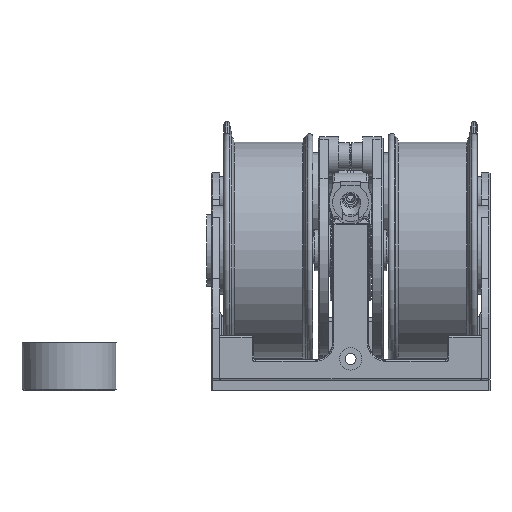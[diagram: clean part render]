
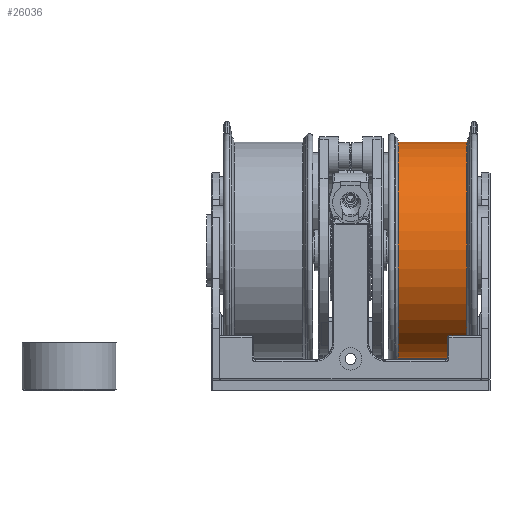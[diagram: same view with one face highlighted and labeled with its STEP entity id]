
A CAD part, front view. The second image highlights one B-rep face of the part: STEP entity #26036.
In plain terms, the highlighted cylindrical face has radius 31.625 mm (diameter 63.25 mm), a full revolution.
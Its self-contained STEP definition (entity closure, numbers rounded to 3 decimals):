
#1889=LINE('',#42758,#3934);
#3934=VECTOR('',#31699,31.625);
#5609=CYLINDRICAL_SURFACE('',#28030,31.625);
#6388=FACE_OUTER_BOUND('',#8028,.T.);
#8028=EDGE_LOOP('',(#18634,#18635,#18636,#18637));
#9628=CIRCLE('',#28028,31.625);
#9630=CIRCLE('',#28031,31.625);
#11162=VERTEX_POINT('',#42752);
#11163=VERTEX_POINT('',#42756);
#13893=EDGE_CURVE('',#11162,#11162,#9628,.T.);
#13895=EDGE_CURVE('',#11163,#11163,#9630,.T.);
#13896=EDGE_CURVE('',#11163,#11162,#1889,.T.);
#18634=ORIENTED_EDGE('',*,*,#13895,.F.);
#18635=ORIENTED_EDGE('',*,*,#13896,.T.);
#18636=ORIENTED_EDGE('',*,*,#13893,.T.);
#18637=ORIENTED_EDGE('',*,*,#13896,.F.);
#26036=ADVANCED_FACE('',(#6388),#5609,.T.);
#28028=AXIS2_PLACEMENT_3D('',#42753,#31691,#31692);
#28030=AXIS2_PLACEMENT_3D('',#42755,#31695,#31696);
#28031=AXIS2_PLACEMENT_3D('',#42757,#31697,#31698);
#31691=DIRECTION('center_axis',(-1.,0.,0.));
#31692=DIRECTION('ref_axis',(0.,0.,1.));
#31695=DIRECTION('center_axis',(-1.,0.,0.));
#31696=DIRECTION('ref_axis',(0.,0.,1.));
#31697=DIRECTION('center_axis',(-1.,0.,0.));
#31698=DIRECTION('ref_axis',(0.,0.,1.));
#31699=DIRECTION('',(1.,0.,0.));
#42752=CARTESIAN_POINT('',(34.023,0.,-31.625));
#42753=CARTESIAN_POINT('Origin',(34.023,0.,0.));
#42755=CARTESIAN_POINT('Origin',(24.,0.,0.));
#42756=CARTESIAN_POINT('',(13.977,0.,-31.625));
#42757=CARTESIAN_POINT('Origin',(13.977,0.,0.));
#42758=CARTESIAN_POINT('',(24.,0.,-31.625));
